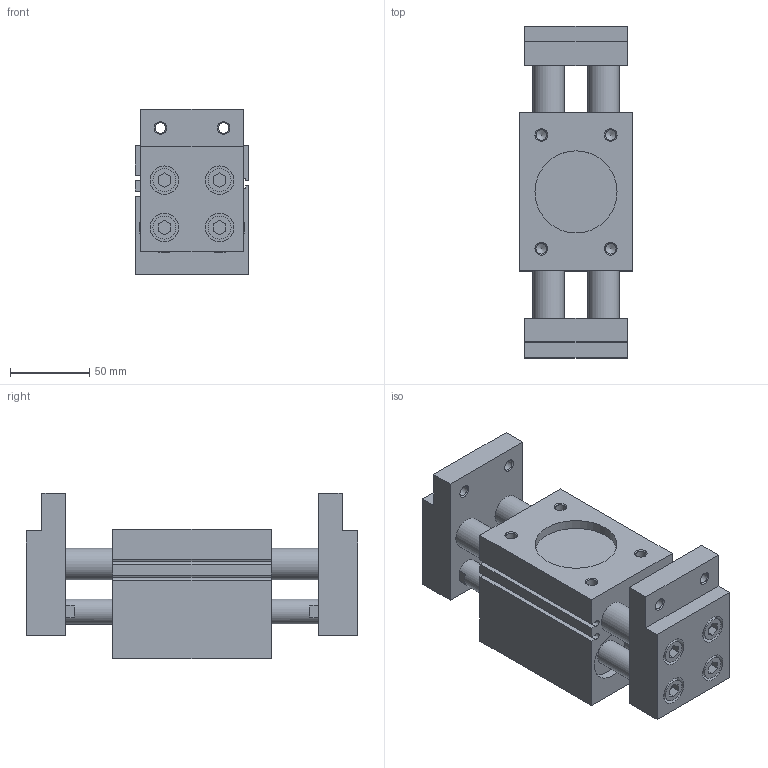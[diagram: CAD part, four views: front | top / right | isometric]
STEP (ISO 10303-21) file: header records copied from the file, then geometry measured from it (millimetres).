
FILE_DESCRIPTION(/* description */ ('Alibre Inc.'),/* implementation_level */ '2;1');
FILE_NAME(/* name */ 'export-4B65E4BF-97BD-4749-8914-FA4820577B23',/* time_stamp */ '2020-12-14T20:13:16+01:00',/* author */ (''),/* organization */ (''),/* preprocessor_version */ 'ST-DEVELOPER v17',/* originating_system */ 'Alibre',/* authorisation */ '');
FILE_SCHEMA (('AUTOMOTIVE_DESIGN'));
Length unit declared in the file: millimetre
Products named in the file (3): _W15802502001-p; _4-251; W1580250200(1//)
Bounding box: 72 x 210 x 105 mm (x, y, z)
Volume: 801150.5 mm3; surface area: 142947.8 mm2
Topology: 3 solids, 3 shells, 242 faces, 606 edges, 414 vertices
Faces by surface type: plane 146, cylinder 60, cone 36
Full cylindrical faces by diameter (mm): 5 x1, 6 x4, 6.647 x12, 8.566 x2, 14.5 x8, 16 x6, 18 x8, 19.5 x2, 20 x4, 30 x1, 32 x4, 52 x1
Entity records: 4929 total; most frequent: ORIENTED_EDGE 820, CARTESIAN_POINT 812, DIRECTION 718, EDGE_CURVE 410, VERTEX_POINT 288, AXIS2_PLACEMENT_3D 284, VECTOR 240, LINE 240
